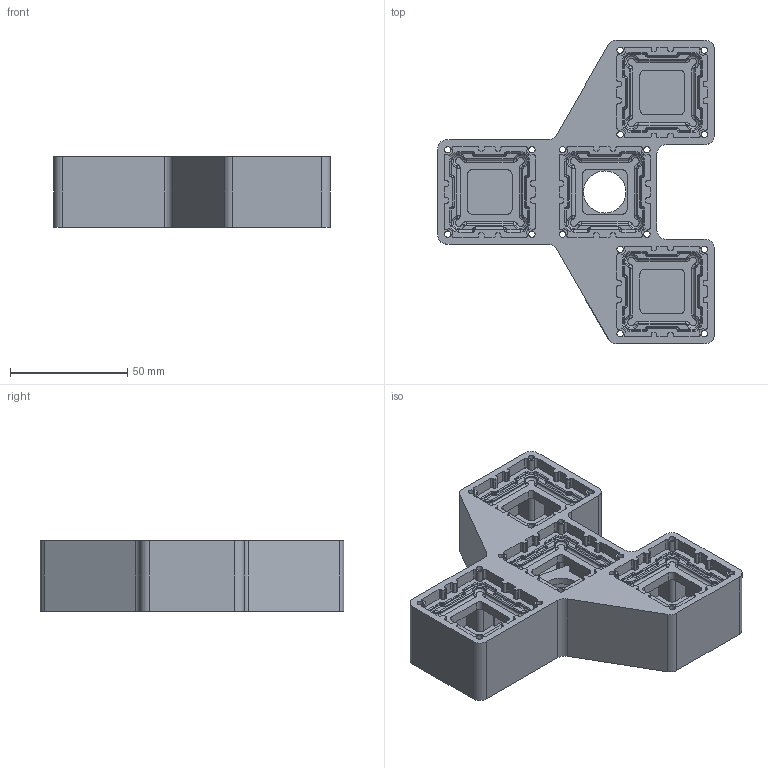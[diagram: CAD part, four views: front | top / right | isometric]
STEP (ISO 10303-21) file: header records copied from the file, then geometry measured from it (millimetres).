
FILE_DESCRIPTION(/* description */ ('VariCAD 2015-2.06 AP-214'),/* implementation_level */ '2;1');
FILE_NAME(/* name */ '0393-27-09.stp',/* time_stamp */ '2016-05-11T14:02:50-06:00',/* author */ (''),/* organization */ (''),/* preprocessor_version */ 'ST-DEVELOPER v14',/* originating_system */ 'VariCAD 2015-2.06; kernel version (20130303)',/* authorisation */ '');
FILE_SCHEMA (('AUTOMOTIVE_DESIGN'));
Length unit declared in the file: millimetre
Products named in the file (2): 0393-27-09
Assembly tree (1 placements, depth 2):
  0393-27-09
    0393-27-09
Bounding box: 118.11 x 129.5 x 30 mm (x, y, z)
Volume: 135270.7 mm3; surface area: 61182.4 mm2
Topology: 1 solids, 1 shells, 1414 faces, 3740 edges, 2319 vertices
Faces by surface type: cylinder 686, plane 440, torus 224, sphere 32, cone 32
Entity records: 52687 total; most frequent: DIRECTION 8276, CARTESIAN_POINT 7467, ORIENTED_EDGE 7416, EDGE_CURVE 3708, AXIS2_PLACEMENT_3D 3154, VERTEX_POINT 2319, LINE 1968, VECTOR 1968
